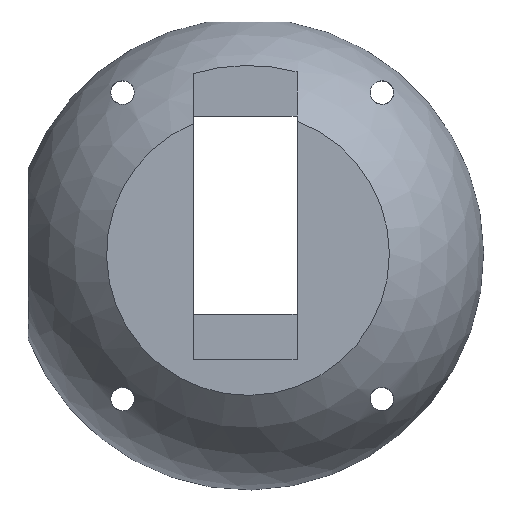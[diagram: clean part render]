
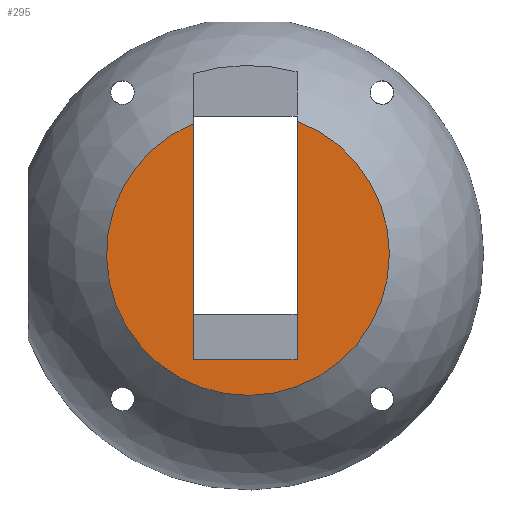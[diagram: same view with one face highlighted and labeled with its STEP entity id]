
A CAD part, top view. The second image highlights one B-rep face of the part: STEP entity #295.
In plain terms, the highlighted planar face has unit normal (0, 0, 1).
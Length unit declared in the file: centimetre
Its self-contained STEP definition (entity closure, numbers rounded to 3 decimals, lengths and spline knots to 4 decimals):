
#14=LINE($,#602,#36);
#15=LINE($,#604,#37);
#16=LINE($,#605,#38);
#36=VECTOR($,#360,5.0575);
#37=VECTOR($,#361,2.2);
#38=VECTOR($,#362,5.0106);
#58=PLANE($,#318);
#89=CIRCLE($,#319,3.);
#101=FACE_OUTER_BOUND($,#119,.T.);
#119=EDGE_LOOP($,(#219,#220,#221,#222));
#153=VERTEX_POINT($,#598);
#154=VERTEX_POINT($,#599);
#155=VERTEX_POINT($,#601);
#156=VERTEX_POINT($,#603);
#181=EDGE_CURVE($,#153,#154,#89,.T.);
#182=EDGE_CURVE($,#154,#155,#14,.T.);
#183=EDGE_CURVE($,#155,#156,#15,.T.);
#184=EDGE_CURVE($,#156,#153,#16,.T.);
#219=ORIENTED_EDGE($,*,*,#181,.T.);
#220=ORIENTED_EDGE($,*,*,#182,.T.);
#221=ORIENTED_EDGE($,*,*,#183,.T.);
#222=ORIENTED_EDGE($,*,*,#184,.T.);
#295=ADVANCED_FACE($,(#101),#58,.F.);
#318=AXIS2_PLACEMENT_3D($,#597,#356,#357);
#319=AXIS2_PLACEMENT_3D($,#600,#358,#359);
#356=DIRECTION('center_axis',(0.,0.,
-1.));
#357=DIRECTION('ref_axis',(-1.,0.,0.));
#358=DIRECTION('center_axis',(0.,0.,
1.));
#359=DIRECTION('ref_axis',(0.,-1.,0.));
#360=DIRECTION($,(0.,-1.,0.));
#361=DIRECTION($,(-1.,0.,0.));
#362=DIRECTION($,(0.,1.,0.));
#597=CARTESIAN_POINT('Origin',(-4.6594,4.9263,4.));
#598=CARTESIAN_POINT('',(-6.1594,7.7669,4.));
#599=CARTESIAN_POINT('',(-3.9594,7.8137,4.));
#600=CARTESIAN_POINT('Origin',(-5.,5.,4.));
#601=CARTESIAN_POINT('',(-3.9594,2.7563,4.));
#602=CARTESIAN_POINT($,(-3.9594,4.3263,4.));
#603=CARTESIAN_POINT('',(-6.1594,2.7563,4.));
#604=CARTESIAN_POINT($,(-5.4094,2.7563,4.));
#605=CARTESIAN_POINT($,(-6.1594,6.4263,4.));
